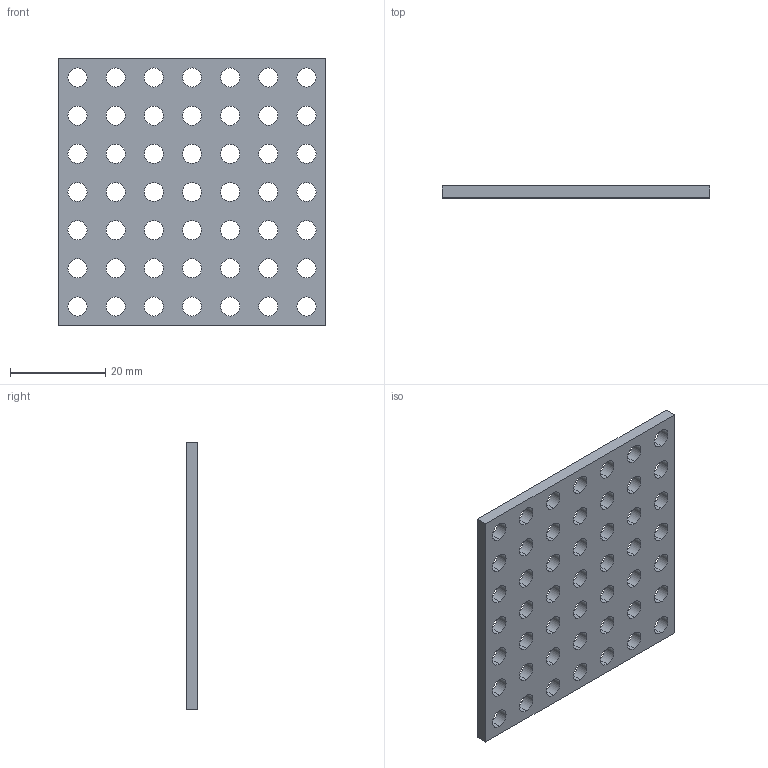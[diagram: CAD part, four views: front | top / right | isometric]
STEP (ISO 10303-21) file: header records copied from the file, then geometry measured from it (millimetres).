
FILE_DESCRIPTION (( 'STEP AP203' ), '1' );
FILE_NAME ('1116-0056-0056.STEP', '2017-10-09T20:25:32', ( '' ), ( '' ), 'SwSTEP 2.0', 'SolidWorks 2016', '' );
FILE_SCHEMA (( 'CONFIG_CONTROL_DESIGN' ));
Length unit declared in the file: millimetre
Products named in the file (1): 1116-0056-0056
Bounding box: 56 x 2.5 x 56 mm (x, y, z)
Volume: 6300.6 mm3; surface area: 7139.9 mm2
Topology: 1 solids, 1 shells, 104 faces, 306 edges, 204 vertices
Faces by surface type: cylinder 98, plane 6
Entity records: 3859 total; most frequent: DIRECTION 712, CARTESIAN_POINT 615, ORIENTED_EDGE 612, EDGE_CURVE 306, AXIS2_PLACEMENT_3D 301, VERTEX_POINT 204, EDGE_LOOP 202, CIRCLE 196
